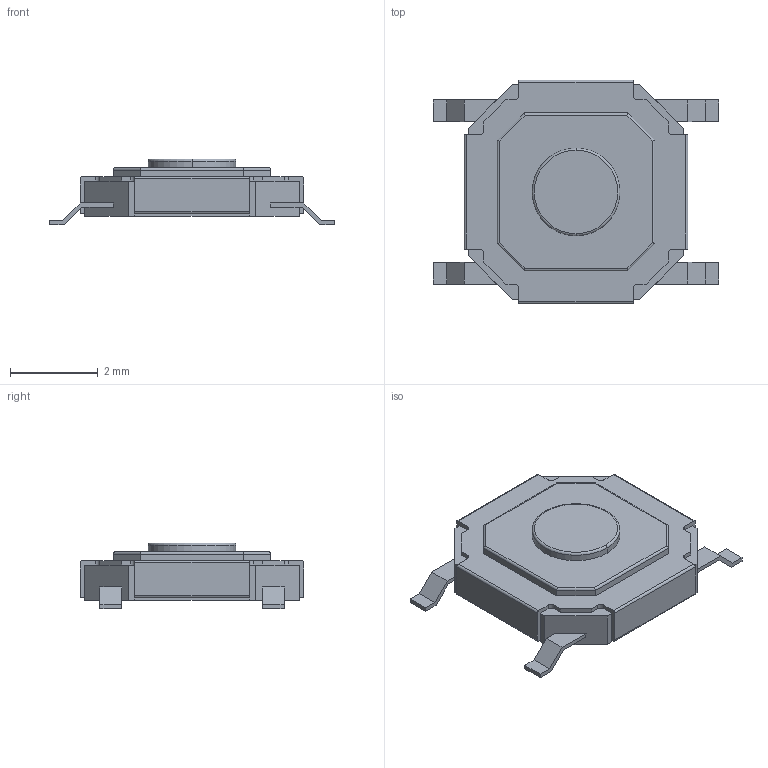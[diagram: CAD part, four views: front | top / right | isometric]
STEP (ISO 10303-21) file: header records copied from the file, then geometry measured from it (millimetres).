
FILE_DESCRIPTION(('FreeCAD Model'),'2;1');
FILE_NAME('Open CASCADE Shape Model','2021-12-23T19:39:18',( 'kicad StepUp'),('ksu MCAD'),'Open CASCADE STEP processor 7.5', 'FreeCAD','Unknown');
FILE_SCHEMA(('AUTOMOTIVE_DESIGN { 1 0 10303 214 1 1 1 1 }'));
Length unit declared in the file: millimetre
Products named in the file (1): TS-1187A-B-A-B
Bounding box: 6.5 x 5.1 x 1.5 mm (x, y, z)
Volume: 23.7 mm3; surface area: 144.2 mm2
Topology: 6 solids, 6 shells, 186 faces, 488 edges, 322 vertices
Faces by surface type: plane 156, cylinder 28, torus 2
Entity records: 12489 total; most frequent: CARTESIAN_POINT 2573, DIRECTION 1826, LINE 1356, VECTOR 1356, ORIENTED_EDGE 976, PCURVE 976, DEFINITIONAL_REPRESENTATION 976, EDGE_CURVE 488
